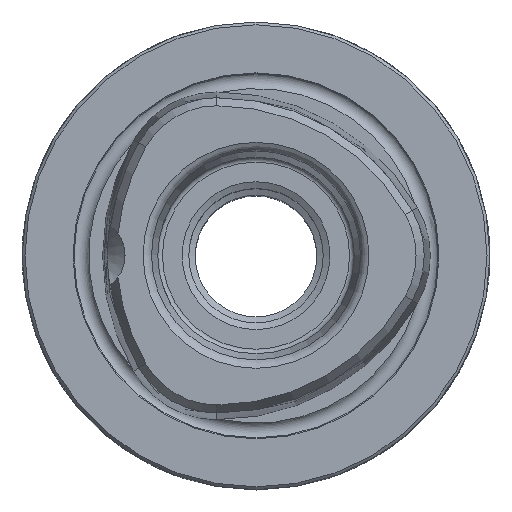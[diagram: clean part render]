
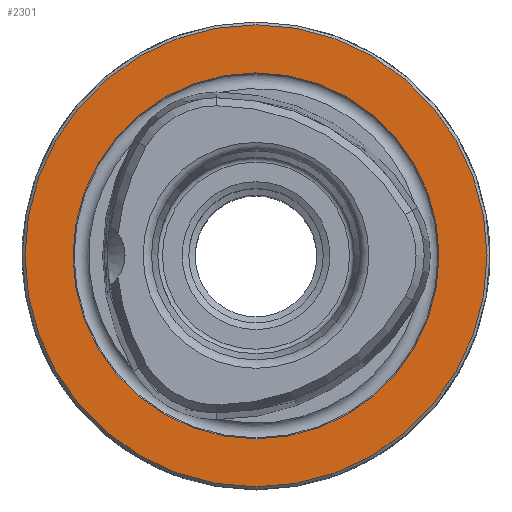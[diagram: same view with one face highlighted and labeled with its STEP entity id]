
A CAD part, top view. The second image highlights one B-rep face of the part: STEP entity #2301.
In plain terms, the highlighted planar face has unit normal (0, 0, 1).
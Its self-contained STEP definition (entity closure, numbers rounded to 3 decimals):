
#188=PLANE('',#2475);
#384=ORIENTED_EDGE('',*,*,#671,.T.);
#385=ORIENTED_EDGE('',*,*,#728,.F.);
#671=EDGE_CURVE('',#861,#861,#1000,.T.);
#728=EDGE_CURVE('',#903,#903,#1007,.T.);
#861=VERTEX_POINT('',#3208);
#903=VERTEX_POINT('',#3419);
#1000=CIRCLE('',#2435,24.7);
#1007=CIRCLE('',#2476,19.564);
#1137=EDGE_LOOP('',(#384));
#1138=EDGE_LOOP('',(#385));
#1314=FACE_BOUND('',#1137,.T.);
#1315=FACE_BOUND('',#1138,.T.);
#2301=ADVANCED_FACE('',(#1314,#1315),#188,.T.);
#2435=AXIS2_PLACEMENT_3D('',#3207,#2730,#2731);
#2475=AXIS2_PLACEMENT_3D('',#3417,#2834,#2835);
#2476=AXIS2_PLACEMENT_3D('',#3418,#2836,#2837);
#2730=DIRECTION('',(0.,0.,1.));
#2731=DIRECTION('',(1.,0.,0.));
#2834=DIRECTION('',(0.,0.,1.));
#2835=DIRECTION('',(1.,0.,0.));
#2836=DIRECTION('',(0.,0.,1.));
#2837=DIRECTION('',(1.,0.,0.));
#3207=CARTESIAN_POINT('',(0.,0.,0.));
#3208=CARTESIAN_POINT('',(24.7,0.,0.));
#3417=CARTESIAN_POINT('',(19.4,0.,0.));
#3418=CARTESIAN_POINT('',(0.,0.,0.));
#3419=CARTESIAN_POINT('',(19.564,0.,0.));
